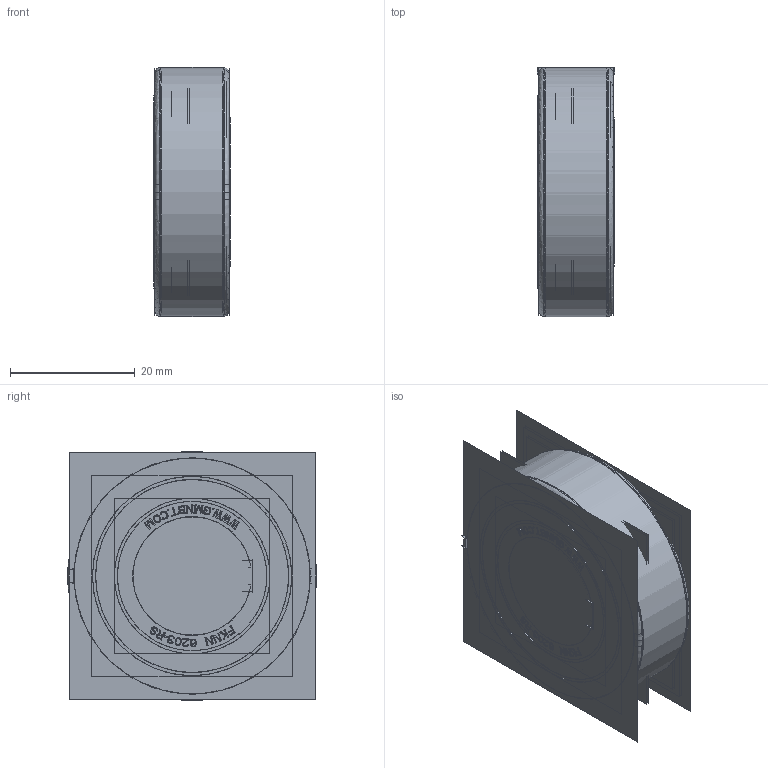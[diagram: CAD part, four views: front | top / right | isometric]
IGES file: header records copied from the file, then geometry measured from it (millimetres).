
Start section:  PTC IGES file: fknn6203-rs.igs
Global section: file name: fknn6203-rs.igs; native system: Creo Parametric by Parametric Technology Corporation; preprocessor: 2013150; author: sales 4; organization: Unknown; date: 20140325.121646; units: millimetre
Bounding box: 12.48 x 40.04 x 40 mm (x, y, z)
Volume: 10367.4 mm3; surface area: 93247.8 mm2
Topology: 34 solids, 34 shells, 3736 faces, 19442 edges, 24244 vertices
Faces by surface type: bspline 2388, revolution 1348
